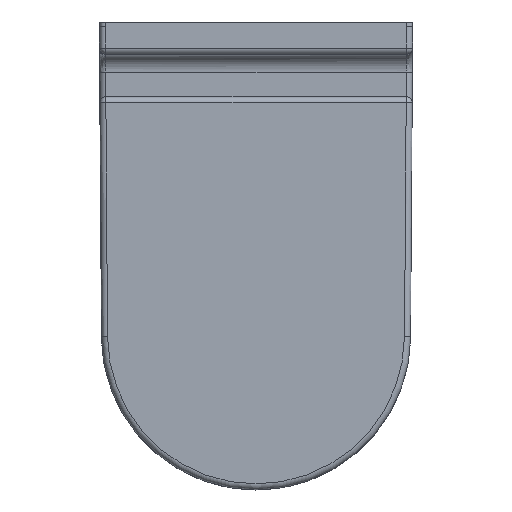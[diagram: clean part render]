
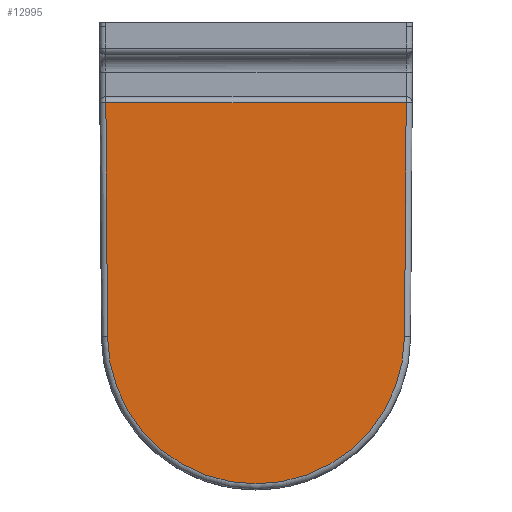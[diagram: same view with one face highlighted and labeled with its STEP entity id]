
A CAD part, top view. The second image highlights one B-rep face of the part: STEP entity #12995.
In plain terms, the highlighted face is planar.
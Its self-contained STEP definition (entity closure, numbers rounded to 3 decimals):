
#12706=CARTESIAN_POINT('',(270.846,-344.881,0.0));
#12707=VERTEX_POINT('',#12706);
#12715=CARTESIAN_POINT('',(270.846,4.877,0.0));
#12716=VERTEX_POINT('',#12715);
#12717=CARTESIAN_POINT('',(270.846,-344.881,0.0));
#12718=DIRECTION('',(0.0,1.0,0.0));
#12719=VECTOR('',#12718,349.758);
#12720=LINE('',#12717,#12719);
#12721=EDGE_CURVE('',#12707,#12716,#12720,.T.);
#12755=CARTESIAN_POINT('',(-1.199,2.992,0.0));
#12756=VERTEX_POINT('',#12755);
#12757=CARTESIAN_POINT('',(270.846,4.877,0.0));
#12758=DIRECTION('',(-1.,-0.007,0.0));
#12759=VECTOR('',#12758,272.052);
#12760=LINE('',#12757,#12759);
#12761=EDGE_CURVE('',#12716,#12756,#12760,.T.);
#12786=CARTESIAN_POINT('',(-1.201,-342.991,0.0));
#12787=VERTEX_POINT('',#12786);
#12805=CARTESIAN_POINT('',(0.,-170.,0.0));
#12806=DIRECTION('',(0.0,0.0,1.0));
#12807=DIRECTION('',(-1.,0.,0.0));
#12808=AXIS2_PLACEMENT_3D('',#12805,#12806,#12807);
#12809=CIRCLE('',#12808,172.996);
#12810=EDGE_CURVE('',#12756,#12787,#12809,.T.);
#12836=CARTESIAN_POINT('',(-1.201,-342.991,0.0));
#12837=DIRECTION('',(1.,-0.007,0.0));
#12838=VECTOR('',#12837,272.054);
#12839=LINE('',#12836,#12838);
#12840=EDGE_CURVE('',#12787,#12707,#12839,.T.);
#12984=CARTESIAN_POINT('',(80.676,-170.001,0.0));
#12985=DIRECTION('',(0.0,0.0,1.0));
#12986=DIRECTION('',(1.0,0.0,0.0));
#12987=AXIS2_PLACEMENT_3D('',#12984,#12985,#12986);
#12988=PLANE('',#12987);
#12989=ORIENTED_EDGE('',*,*,#12721,.F.);
#12990=ORIENTED_EDGE('',*,*,#12840,.F.);
#12991=ORIENTED_EDGE('',*,*,#12810,.F.);
#12992=ORIENTED_EDGE('',*,*,#12761,.F.);
#12993=EDGE_LOOP('',(#12989,#12990,#12991,#12992));
#12994=FACE_OUTER_BOUND('',#12993,.T.);
#12995=ADVANCED_FACE('',(#12994),#12988,.F.);
